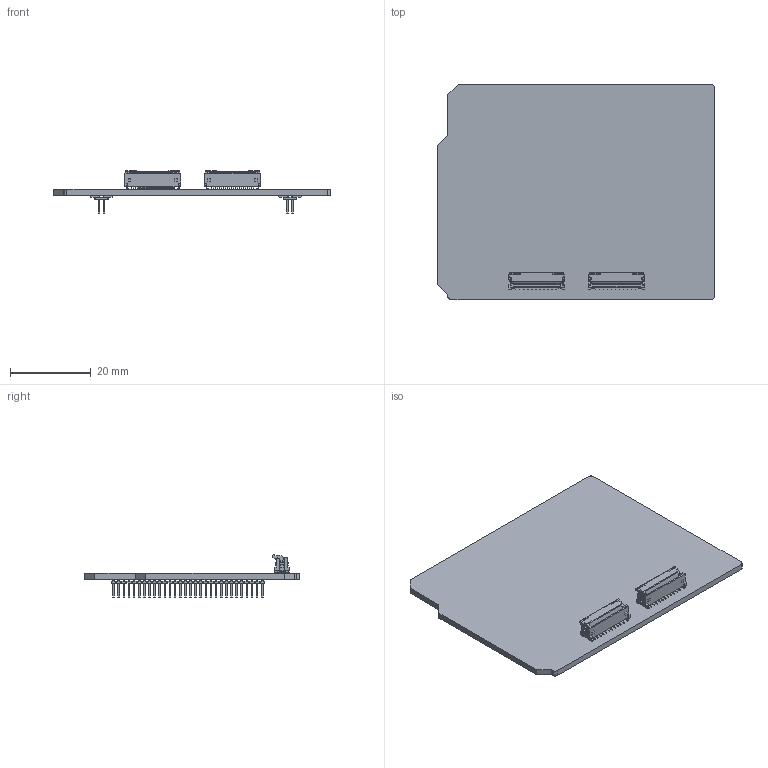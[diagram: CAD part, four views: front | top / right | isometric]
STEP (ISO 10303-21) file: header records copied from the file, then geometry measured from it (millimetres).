
FILE_DESCRIPTION(('KiCad electronic assembly'),'2;1');
FILE_NAME('arduino-uno-q-bottom-shield.step','2026-01-03T17:27:21',( 'Pcbnew'),('Kicad'),'Open CASCADE STEP processor 7.9', 'KiCad to STEP converter','Unknown');
FILE_SCHEMA(('AUTOMOTIVE_DESIGN { 1 0 10303 214 1 1 1 1 }'));
Length unit declared in the file: millimetre
Products named in the file (6): arduino-uno-q-bottom-shield 1; 5019512230; SOLID; COMPOUND; PinHeader_2x30_P1.27mm_Vertical_SMD; arduino-uno-q-robotics_PCB
Assembly tree (7 placements, depth 3):
  arduino-uno-q-bottom-shield 1
    5019512230  x2
      SOLID
      COMPOUND
    PinHeader_2x30_P1.27mm_Vertical_SMD  x2
    arduino-uno-q-robotics_PCB
Bounding box: 68.58 x 53.34 x 10.62 mm (x, y, z)
Volume: 5941.2 mm3; surface area: 10010.5 mm2
Topology: 5 solids, 5 shells, 4386 faces, 12266 edges, 8096 vertices
Faces by surface type: plane 4057, cylinder 329
Entity records: 78447 total; most frequent: CARTESIAN_POINT 12419, ORIENTED_EDGE 12094, DIRECTION 10903, EDGE_CURVE 6047, LINE 5815, VECTOR 5815, VERTEX_POINT 3852, AXIS2_PLACEMENT_3D 2544
